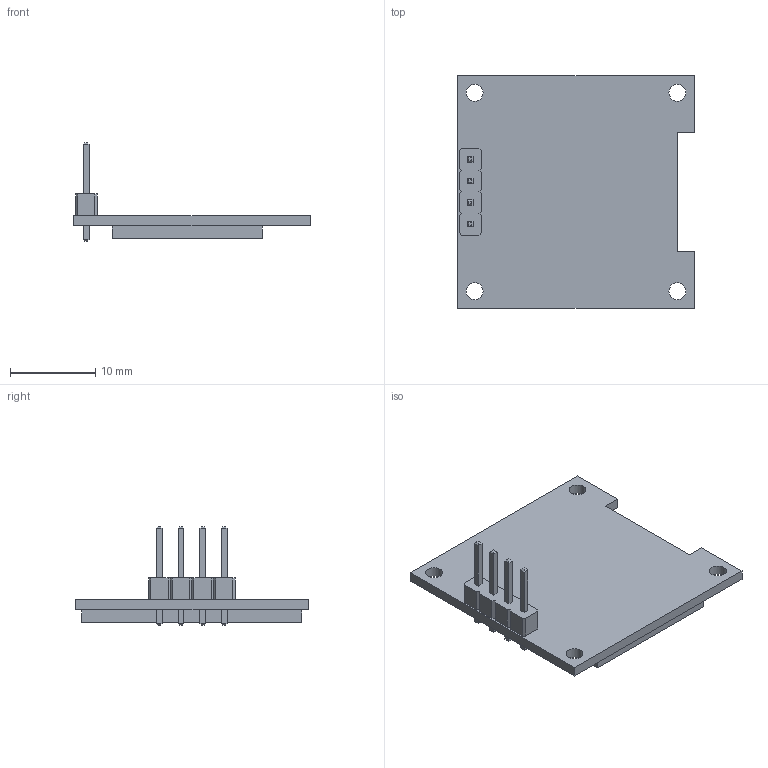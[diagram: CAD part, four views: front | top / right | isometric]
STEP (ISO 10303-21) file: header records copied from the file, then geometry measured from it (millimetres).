
FILE_DESCRIPTION(('FreeCAD Model'),'2;1');
FILE_NAME( '1306_display.step', '2019-07-22T11:36:55',('Author'),(''), 'Open CASCADE STEP processor 7.3','FreeCAD','Unknown');
FILE_SCHEMA(('AUTOMOTIVE_DESIGN { 1 0 10303 214 1 1 1 1 }'));
Length unit declared in the file: millimetre
Products named in the file (5): PinHeader_1x04_P254mm_Vertical; Extrude; Sketch; Sketch001; Extrude001
Bounding box: 27.8 x 27.3 x 11.54 mm (x, y, z)
Volume: 1619.3 mm3; surface area: 2860.5 mm2
Topology: 3 solids, 3 shells, 124 faces, 318 edges, 220 vertices
Faces by surface type: plane 116, cylinder 8
Full cylindrical faces by diameter (mm): 1.08 x4, 2 x4
Entity records: 8430 total; most frequent: CARTESIAN_POINT 1267, DIRECTION 1188, LINE 874, VECTOR 874, ORIENTED_EDGE 596, PCURVE 596, DEFINITIONAL_REPRESENTATION 596, EDGE_CURVE 298
